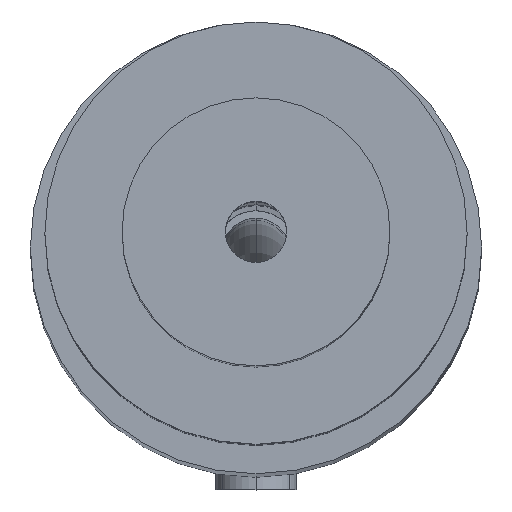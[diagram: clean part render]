
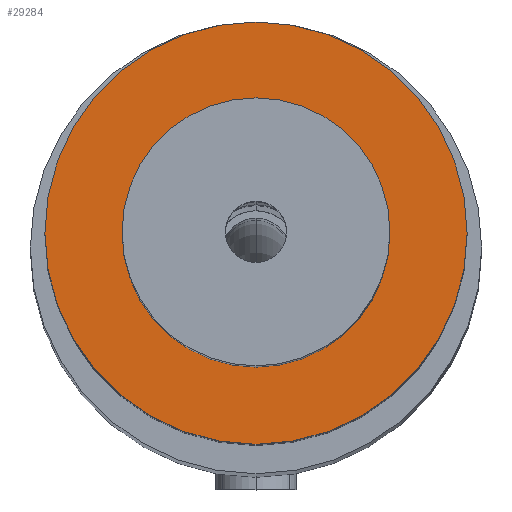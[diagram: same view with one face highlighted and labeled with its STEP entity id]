
A CAD part, top view. The second image highlights one B-rep face of the part: STEP entity #29284.
In plain terms, the highlighted planar face has unit normal (0, 0, 1).
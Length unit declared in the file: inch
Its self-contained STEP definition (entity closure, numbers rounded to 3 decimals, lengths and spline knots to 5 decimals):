
#28965=CARTESIAN_POINT('',(0.,0.,-0.08266));
#28966=DIRECTION('',(0.,0.,1.));
#28967=DIRECTION('',(0.,1.,0.));
#28968=AXIS2_PLACEMENT_3D('',#28965,#28966,#28967);
#28974=CARTESIAN_POINT('',(0.,0.,-0.08266));
#28975=DIRECTION('',(0.,0.,-1.));
#28976=DIRECTION('',(0.,1.,0.));
#28977=AXIS2_PLACEMENT_3D('',#28974,#28975,#28976);
#28983=CARTESIAN_POINT('',(0.,0.,-0.08266));
#28984=DIRECTION('',(0.,0.,1.));
#28985=DIRECTION('',(0.,1.,0.));
#28986=AXIS2_PLACEMENT_3D('',#28983,#28984,#28985);
#28988=CARTESIAN_POINT('',(0.,0.,-0.08266));
#28989=DIRECTION('',(0.,0.,-1.));
#28990=DIRECTION('',(0.,1.,0.));
#28991=AXIS2_PLACEMENT_3D('',#28988,#28989,#28990);
#29188=CARTESIAN_POINT('',(0.,0.145,-0.08266));
#29190=VERTEX_POINT('',#29188);
#29191=CARTESIAN_POINT('',(0.,0.092,-0.08266));
#29193=VERTEX_POINT('',#29191);
#29216=CARTESIAN_POINT('',(0.,-0.145,-0.08266));
#29218=VERTEX_POINT('',#29216);
#29219=CARTESIAN_POINT('',(0.,-0.092,-0.08266));
#29221=VERTEX_POINT('',#29219);
#29269=CARTESIAN_POINT('',(0.,0.,-0.08266));
#29270=DIRECTION('',(0.,0.,1.));
#29271=DIRECTION('',(0.,1.,0.));
#29272=AXIS2_PLACEMENT_3D('',#29269,#29270,#29271);
#29273=PLANE('',#29272);
#29275=ORIENTED_EDGE('',*,*,#29274,.F.);
#29277=ORIENTED_EDGE('',*,*,#29276,.T.);
#29278=EDGE_LOOP('',(#29275,#29277));
#29279=FACE_OUTER_BOUND('',#29278,.F.);
#29280=ORIENTED_EDGE('',*,*,#29262,.F.);
#29281=ORIENTED_EDGE('',*,*,#29251,.T.);
#29282=EDGE_LOOP('',(#29280,#29281));
#29283=FACE_BOUND('',#29282,.F.);
#29284=ADVANCED_FACE('',(#29279,#29283),#29273,.T.);
#28969=CIRCLE('',#28968,0.092);
#28978=CIRCLE('',#28977,0.092);
#28987=CIRCLE('',#28986,0.145);
#28992=CIRCLE('',#28991,0.145);
#29251=EDGE_CURVE('',#29193,#29221,#28969,.T.);
#29262=EDGE_CURVE('',#29193,#29221,#28978,.T.);
#29274=EDGE_CURVE('',#29190,#29218,#28987,.T.);
#29276=EDGE_CURVE('',#29190,#29218,#28992,.T.);
